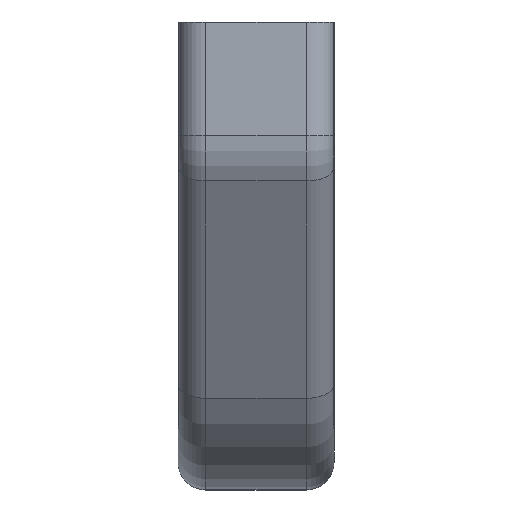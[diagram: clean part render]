
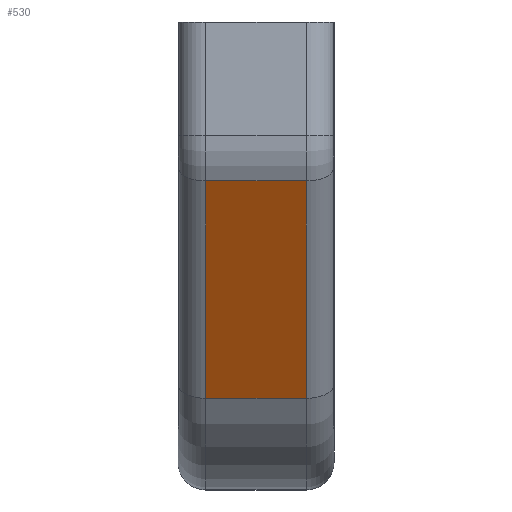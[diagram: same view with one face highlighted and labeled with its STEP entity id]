
A CAD part, left-side view. The second image highlights one B-rep face of the part: STEP entity #530.
In plain terms, the highlighted planar face has unit normal (-0.866, 0, -0.5).
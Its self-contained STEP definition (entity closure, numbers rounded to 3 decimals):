
#31 = LINE ( 'NONE', #523, #1558 ) ;
#37 = ORIENTED_EDGE ( 'NONE', *, *, #144, .T. ) ;
#65 = CARTESIAN_POINT ( 'NONE',  ( 0., 5.5, -12. ) ) ;
#78 = DIRECTION ( 'NONE',  ( 0.5, 0., -0.866 ) ) ;
#133 = CARTESIAN_POINT ( 'NONE',  ( 15.011, 8.5, -38. ) ) ;
#135 = VERTEX_POINT ( 'NONE', #984 ) ;
#144 = EDGE_CURVE ( 'NONE', #187, #812, #31, .T. ) ;
#187 = VERTEX_POINT ( 'NONE', #1868 ) ;
#197 = VERTEX_POINT ( 'NONE', #1851 ) ;
#290 = VECTOR ( 'NONE', #442, 1000. ) ;
#442 = DIRECTION ( 'NONE',  ( -0.5, 0., 0.866 ) ) ;
#452 = CARTESIAN_POINT ( 'NONE',  ( 1.34, -5.5, -14.321 ) ) ;
#482 = DIRECTION ( 'NONE',  ( 0., -1., 0. ) ) ;
#500 = ORIENTED_EDGE ( 'NONE', *, *, #1664, .T. ) ;
#523 = CARTESIAN_POINT ( 'NONE',  ( 1.34, 8.5, -14.321 ) ) ;
#530 = ADVANCED_FACE ( 'NONE', ( #2129 ), #1323, .F. ) ;
#542 = LINE ( 'NONE', #65, #938 ) ;
#685 = EDGE_CURVE ( 'NONE', #197, #135, #1775, .T. ) ;
#812 = VERTEX_POINT ( 'NONE', #1710 ) ;
#845 = ORIENTED_EDGE ( 'NONE', *, *, #685, .T. ) ;
#860 = DIRECTION ( 'NONE',  ( 0., 1., 0. ) ) ;
#873 = EDGE_LOOP ( 'NONE', ( #845, #500, #37, #1708 ) ) ;
#925 = EDGE_CURVE ( 'NONE', #812, #197, #542, .T. ) ;
#938 = VECTOR ( 'NONE', #78, 1000. ) ;
#979 = DIRECTION ( 'NONE',  ( 0.866, 0., 0.5 ) ) ;
#984 = CARTESIAN_POINT ( 'NONE',  ( 15.011, -5.5, -38. ) ) ;
#1323 = PLANE ( 'NONE',  #1841 ) ;
#1330 = CARTESIAN_POINT ( 'NONE',  ( 0., 8.5, -12. ) ) ;
#1558 = VECTOR ( 'NONE', #860, 1000. ) ;
#1664 = EDGE_CURVE ( 'NONE', #135, #187, #2078, .T. ) ;
#1708 = ORIENTED_EDGE ( 'NONE', *, *, #925, .T. ) ;
#1710 = CARTESIAN_POINT ( 'NONE',  ( 1.34, 5.5, -14.321 ) ) ;
#1775 = LINE ( 'NONE', #133, #1874 ) ;
#1841 = AXIS2_PLACEMENT_3D ( 'NONE', #1330, #979, #2130 ) ;
#1851 = CARTESIAN_POINT ( 'NONE',  ( 15.011, 5.5, -38. ) ) ;
#1868 = CARTESIAN_POINT ( 'NONE',  ( 1.34, -5.5, -14.321 ) ) ;
#1874 = VECTOR ( 'NONE', #482, 1000. ) ;
#2078 = LINE ( 'NONE', #452, #290 ) ;
#2129 = FACE_OUTER_BOUND ( 'NONE', #873, .T. ) ;
#2130 = DIRECTION ( 'NONE',  ( 0.5, 0., -0.866 ) ) ;
